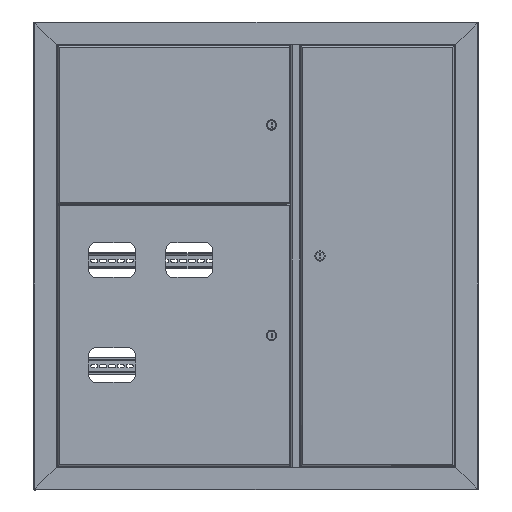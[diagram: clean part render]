
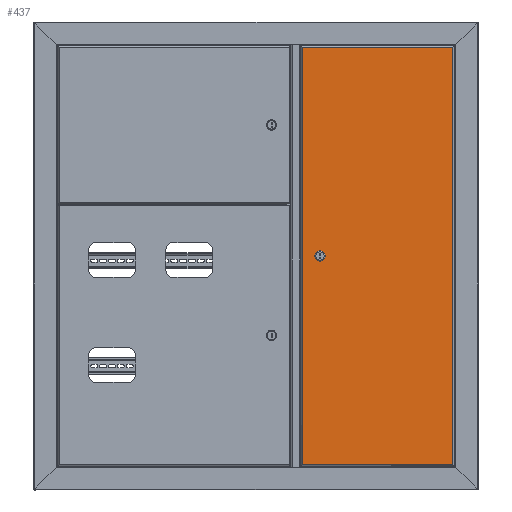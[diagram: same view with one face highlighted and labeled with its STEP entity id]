
A CAD part, top view. The second image highlights one B-rep face of the part: STEP entity #437.
In plain terms, the highlighted planar face has unit normal (0, 0, 1).
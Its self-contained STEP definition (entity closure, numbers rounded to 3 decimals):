
#437 = ADVANCED_FACE ( 'NONE', ( #19599, #37591 ), #11305, .F. ) ;
#914 = CARTESIAN_POINT ( 'NONE',  ( 894.7, 324., 0. ) ) ;
#1867 = DIRECTION ( 'NONE',  ( 0., 0., -1. ) ) ;
#2118 = ORIENTED_EDGE ( 'NONE', *, *, #39392, .F. ) ;
#2252 = AXIS2_PLACEMENT_3D ( 'NONE', #23543, #50113, #19402 ) ;
#3527 = VECTOR ( 'NONE', #37050, 1000. ) ;
#4843 = DIRECTION ( 'NONE',  ( -1., 0., 0. ) ) ;
#4896 = VECTOR ( 'NONE', #4843, 1000. ) ;
#4925 = VERTEX_POINT ( 'NONE', #24537 ) ;
#5891 = CARTESIAN_POINT ( 'NONE',  ( 894.7, 0., 0. ) ) ;
#6014 = VERTEX_POINT ( 'NONE', #31074 ) ;
#6310 = CARTESIAN_POINT ( 'NONE',  ( 451.849, 48.5, 0. ) ) ;
#6401 = EDGE_CURVE ( 'NONE', #6014, #32687, #13314, .T. ) ;
#6611 = LINE ( 'NONE', #51224, #3527 ) ;
#7029 = DIRECTION ( 'NONE',  ( 0., 0., 1. ) ) ;
#9240 = CARTESIAN_POINT ( 'NONE',  ( 1.7, 1.7, 0. ) ) ;
#9683 = LINE ( 'NONE', #27712, #27564 ) ;
#9994 = ORIENTED_EDGE ( 'NONE', *, *, #10159, .T. ) ;
#10159 = EDGE_CURVE ( 'NONE', #14828, #14084, #23458, .T. ) ;
#10714 = DIRECTION ( 'NONE',  ( -1., 0., 0. ) ) ;
#11305 = PLANE ( 'NONE',  #20682 ) ;
#11457 = CARTESIAN_POINT ( 'NONE',  ( 448.2, 40., 0. ) ) ;
#12963 = CARTESIAN_POINT ( 'NONE',  ( 451.849, 48.5, 0. ) ) ;
#13314 = CIRCLE ( 'NONE', #27456, 9.25 ) ;
#13477 = CARTESIAN_POINT ( 'NONE',  ( 451.849, 31.5, 0. ) ) ;
#14084 = VERTEX_POINT ( 'NONE', #20022 ) ;
#14828 = VERTEX_POINT ( 'NONE', #914 ) ;
#17728 = ORIENTED_EDGE ( 'NONE', *, *, #52040, .T. ) ;
#18572 = DIRECTION ( 'NONE',  ( 1., 0., 0. ) ) ;
#19245 = CIRCLE ( 'NONE', #2252, 9.25 ) ;
#19402 = DIRECTION ( 'NONE',  ( 1., 0., 0. ) ) ;
#19599 = FACE_BOUND ( 'NONE', #36706, .T. ) ;
#20022 = CARTESIAN_POINT ( 'NONE',  ( 1.7, 324., 0. ) ) ;
#20682 = AXIS2_PLACEMENT_3D ( 'NONE', #51190, #1867, #10714 ) ;
#21088 = ORIENTED_EDGE ( 'NONE', *, *, #38848, .T. ) ;
#21180 = ORIENTED_EDGE ( 'NONE', *, *, #6401, .F. ) ;
#21362 = VERTEX_POINT ( 'NONE', #9240 ) ;
#23458 = LINE ( 'NONE', #40862, #4896 ) ;
#23543 = CARTESIAN_POINT ( 'NONE',  ( 448.2, 40., 0. ) ) ;
#24157 = DIRECTION ( 'NONE',  ( 0., 0., 1. ) ) ;
#24537 = CARTESIAN_POINT ( 'NONE',  ( 444.551, 31.5, 0. ) ) ;
#27456 = AXIS2_PLACEMENT_3D ( 'NONE', #50144, #24157, #45711 ) ;
#27564 = VECTOR ( 'NONE', #18572, 1000. ) ;
#27689 = VECTOR ( 'NONE', #35995, 1000. ) ;
#27712 = CARTESIAN_POINT ( 'NONE',  ( 1.7, 1.7, 0. ) ) ;
#29500 = DIRECTION ( 'NONE',  ( 1., 0., 0. ) ) ;
#29821 = CARTESIAN_POINT ( 'NONE',  ( 444.551, 48.5, 0. ) ) ;
#31074 = CARTESIAN_POINT ( 'NONE',  ( 457.45, 40., 0. ) ) ;
#32687 = VERTEX_POINT ( 'NONE', #6310 ) ;
#33205 = VERTEX_POINT ( 'NONE', #29821 ) ;
#33750 = EDGE_CURVE ( 'NONE', #14084, #21362, #6611, .T. ) ;
#34166 = AXIS2_PLACEMENT_3D ( 'NONE', #11457, #7029, #29500 ) ;
#35373 = EDGE_CURVE ( 'NONE', #33205, #4925, #37949, .T. ) ;
#35462 = ORIENTED_EDGE ( 'NONE', *, *, #36793, .F. ) ;
#35995 = DIRECTION ( 'NONE',  ( -1., 0., 0. ) ) ;
#36706 = EDGE_LOOP ( 'NONE', ( #37004, #21180, #35462, #2118, #49188 ) ) ;
#36793 = EDGE_CURVE ( 'NONE', #56910, #6014, #19245, .T. ) ;
#37004 = ORIENTED_EDGE ( 'NONE', *, *, #55327, .F. ) ;
#37050 = DIRECTION ( 'NONE',  ( 0., -1., 0. ) ) ;
#37591 = FACE_OUTER_BOUND ( 'NONE', #46283, .T. ) ;
#37949 = CIRCLE ( 'NONE', #34166, 9.25 ) ;
#38848 = EDGE_CURVE ( 'NONE', #51007, #14828, #46949, .T. ) ;
#39392 = EDGE_CURVE ( 'NONE', #4925, #56910, #48035, .T. ) ;
#40862 = CARTESIAN_POINT ( 'NONE',  ( 894.993, 324., 0. ) ) ;
#43017 = VECTOR ( 'NONE', #57796, 1000. ) ;
#43901 = VECTOR ( 'NONE', #47535, 1000. ) ;
#44279 = LINE ( 'NONE', #12963, #27689 ) ;
#45711 = DIRECTION ( 'NONE',  ( 1., 0., 0. ) ) ;
#46283 = EDGE_LOOP ( 'NONE', ( #17728, #21088, #9994, #47754 ) ) ;
#46949 = LINE ( 'NONE', #5891, #43901 ) ;
#47535 = DIRECTION ( 'NONE',  ( 0., 1., 0. ) ) ;
#47754 = ORIENTED_EDGE ( 'NONE', *, *, #33750, .T. ) ;
#48035 = LINE ( 'NONE', #48319, #43017 ) ;
#48319 = CARTESIAN_POINT ( 'NONE',  ( 451.849, 31.5, 0. ) ) ;
#49188 = ORIENTED_EDGE ( 'NONE', *, *, #35373, .F. ) ;
#50113 = DIRECTION ( 'NONE',  ( 0., 0., 1. ) ) ;
#50144 = CARTESIAN_POINT ( 'NONE',  ( 448.2, 40., 0. ) ) ;
#51007 = VERTEX_POINT ( 'NONE', #57519 ) ;
#51190 = CARTESIAN_POINT ( 'NONE',  ( 0., 325.7, 0. ) ) ;
#51224 = CARTESIAN_POINT ( 'NONE',  ( 1.7, 324.293, 0. ) ) ;
#52040 = EDGE_CURVE ( 'NONE', #21362, #51007, #9683, .T. ) ;
#55327 = EDGE_CURVE ( 'NONE', #32687, #33205, #44279, .T. ) ;
#56910 = VERTEX_POINT ( 'NONE', #13477 ) ;
#57519 = CARTESIAN_POINT ( 'NONE',  ( 894.7, 1.7, 0. ) ) ;
#57796 = DIRECTION ( 'NONE',  ( 1., 0., 0. ) ) ;
